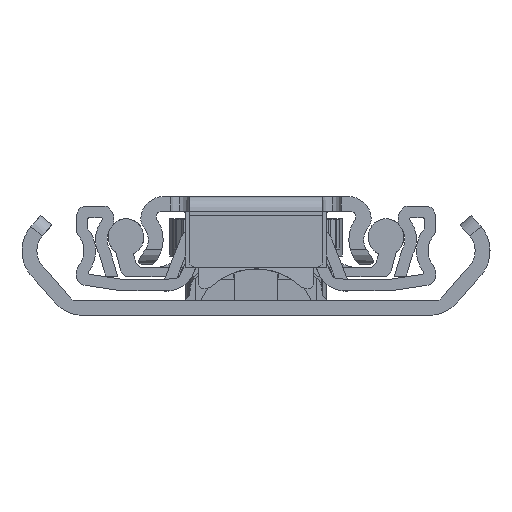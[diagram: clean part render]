
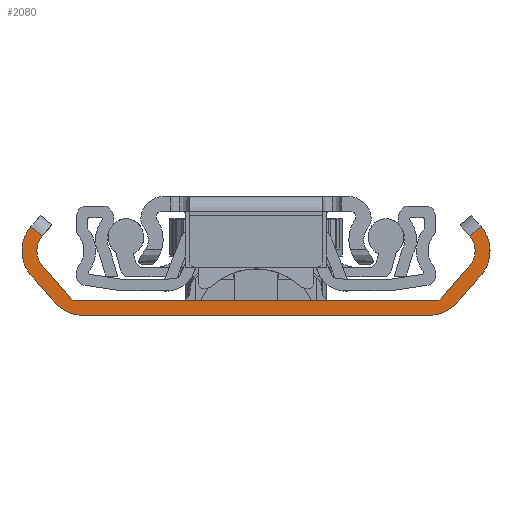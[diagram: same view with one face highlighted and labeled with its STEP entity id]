
A CAD part, left-side view. The second image highlights one B-rep face of the part: STEP entity #2080.
In plain terms, the highlighted planar face has unit normal (-1, 0, 0).
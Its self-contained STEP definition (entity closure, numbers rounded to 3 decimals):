
#5 = CARTESIAN_POINT ( 'NONE',  ( 0., -23.229, 5.2 ) ) ;
#127 = EDGE_CURVE ( 'NONE', #7224, #3363, #10489, .T. ) ;
#193 = ORIENTED_EDGE ( 'NONE', *, *, #20257, .F. ) ;
#354 = ORIENTED_EDGE ( 'NONE', *, *, #20112, .F. ) ;
#540 = DIRECTION ( 'NONE',  ( 0., 0.653, -0.757 ) ) ;
#637 = CIRCLE ( 'NONE', #12316, 5.175 ) ;
#861 = LINE ( 'NONE', #7209, #11391 ) ;
#964 = VERTEX_POINT ( 'NONE', #5946 ) ;
#1056 = DIRECTION ( 'NONE',  ( 0., 0., -1. ) ) ;
#1224 = ORIENTED_EDGE ( 'NONE', *, *, #9717, .F. ) ;
#1365 = VERTEX_POINT ( 'NONE', #15710 ) ;
#1963 = EDGE_CURVE ( 'NONE', #19844, #18773, #15685, .T. ) ;
#2037 = AXIS2_PLACEMENT_3D ( 'NONE', #4168, #10630, #4274 ) ;
#2080 = ADVANCED_FACE ( 'NONE', ( #5326 ), #6793, .F. ) ;
#2849 = CIRCLE ( 'NONE', #17153, 5.175 ) ;
#2917 = VECTOR ( 'NONE', #12272, 1000. ) ;
#2918 = CARTESIAN_POINT ( 'NONE',  ( 0., -27.166, 1.803 ) ) ;
#3363 = VERTEX_POINT ( 'NONE', #14837 ) ;
#3414 = CARTESIAN_POINT ( 'NONE',  ( 0., 28.786, 10.706 ) ) ;
#3467 = ORIENTED_EDGE ( 'NONE', *, *, #20592, .F. ) ;
#3612 = ORIENTED_EDGE ( 'NONE', *, *, #18375, .F. ) ;
#3680 = DIRECTION ( 'NONE',  ( 0., 0., -1. ) ) ;
#3852 = CARTESIAN_POINT ( 'NONE',  ( 0., -24.236, 3. ) ) ;
#3982 = DIRECTION ( 'NONE',  ( -1., 0., 0. ) ) ;
#4049 = VECTOR ( 'NONE', #4242, 1000. ) ;
#4134 = EDGE_CURVE ( 'NONE', #7224, #5038, #11041, .T. ) ;
#4168 = CARTESIAN_POINT ( 'NONE',  ( 0., 23.229, 5.2 ) ) ;
#4242 = DIRECTION ( 'NONE',  ( 0., 1., 0. ) ) ;
#4274 = DIRECTION ( 'NONE',  ( 0., 0., -1. ) ) ;
#4643 = VECTOR ( 'NONE', #16093, 1000. ) ;
#5038 = VERTEX_POINT ( 'NONE', #5963 ) ;
#5144 = VECTOR ( 'NONE', #19192, 1000. ) ;
#5326 = FACE_OUTER_BOUND ( 'NONE', #5704, .T. ) ;
#5352 = CIRCLE ( 'NONE', #17026, 1. ) ;
#5364 = EDGE_CURVE ( 'NONE', #10048, #7405, #10355, .T. ) ;
#5403 = CARTESIAN_POINT ( 'NONE',  ( 0., -28.405, 6.301 ) ) ;
#5515 = VERTEX_POINT ( 'NONE', #2918 ) ;
#5704 = EDGE_LOOP ( 'NONE', ( #3612, #19168, #1224, #10159, #16251, #19785, #354, #8736, #17584, #10322, #6547, #11871, #19151, #3467, #193, #12573 ) ) ;
#5946 = CARTESIAN_POINT ( 'NONE',  ( 0., 24.994, 2.347 ) ) ;
#5963 = CARTESIAN_POINT ( 'NONE',  ( 0., 28.405, 6.301 ) ) ;
#6009 = LINE ( 'NONE', #20089, #4049 ) ;
#6252 = EDGE_CURVE ( 'NONE', #5038, #964, #861, .T. ) ;
#6513 = DIRECTION ( 'NONE',  ( 0., 0., -1. ) ) ;
#6547 = ORIENTED_EDGE ( 'NONE', *, *, #12290, .F. ) ;
#6793 = PLANE ( 'NONE',  #12321 ) ;
#6866 = DIRECTION ( 'NONE',  ( 0., -0.653, 0.757 ) ) ;
#7075 = CARTESIAN_POINT ( 'NONE',  ( 0., 26.325, 8.7 ) ) ;
#7209 = CARTESIAN_POINT ( 'NONE',  ( 0., 28.405, 6.301 ) ) ;
#7224 = VERTEX_POINT ( 'NONE', #3414 ) ;
#7405 = VERTEX_POINT ( 'NONE', #16440 ) ;
#7749 = VERTEX_POINT ( 'NONE', #15166 ) ;
#7923 = CARTESIAN_POINT ( 'NONE',  ( 0., -26.325, 8.7 ) ) ;
#8271 = CARTESIAN_POINT ( 'NONE',  ( 0., -26.325, 8.7 ) ) ;
#8456 = DIRECTION ( 'NONE',  ( 1., 0., 0. ) ) ;
#8482 = DIRECTION ( 'NONE',  ( 1., 0., 0. ) ) ;
#8736 = ORIENTED_EDGE ( 'NONE', *, *, #6252, .F. ) ;
#8768 = CARTESIAN_POINT ( 'NONE',  ( 0., 29.836, 4.898 ) ) ;
#8835 = AXIS2_PLACEMENT_3D ( 'NONE', #3852, #10204, #16571 ) ;
#8866 = VECTOR ( 'NONE', #11816, 1000. ) ;
#8946 = VERTEX_POINT ( 'NONE', #17779 ) ;
#9234 = CARTESIAN_POINT ( 'NONE',  ( 0., -24.994, 2.347 ) ) ;
#9717 = EDGE_CURVE ( 'NONE', #14420, #7749, #10483, .T. ) ;
#10007 = CARTESIAN_POINT ( 'NONE',  ( 0., -28.405, 6.301 ) ) ;
#10048 = VERTEX_POINT ( 'NONE', #14152 ) ;
#10140 = CARTESIAN_POINT ( 'NONE',  ( 0., -29.836, 4.898 ) ) ;
#10159 = ORIENTED_EDGE ( 'NONE', *, *, #14431, .F. ) ;
#10204 = DIRECTION ( 'NONE',  ( -1., 0., 0. ) ) ;
#10227 = VECTOR ( 'NONE', #6866, 1000. ) ;
#10322 = ORIENTED_EDGE ( 'NONE', *, *, #127, .T. ) ;
#10355 = CIRCLE ( 'NONE', #2037, 5.2 ) ;
#10366 = CARTESIAN_POINT ( 'NONE',  ( 0., 26.325, 8.7 ) ) ;
#10483 = CIRCLE ( 'NONE', #12832, 3.175 ) ;
#10489 = LINE ( 'NONE', #17169, #2917 ) ;
#10630 = DIRECTION ( 'NONE',  ( 1., 0., 0. ) ) ;
#10926 = EDGE_CURVE ( 'NONE', #12160, #7749, #12549, .T. ) ;
#11041 = CIRCLE ( 'NONE', #13021, 3.175 ) ;
#11085 = CARTESIAN_POINT ( 'NONE',  ( 0., 4.542, -17.26 ) ) ;
#11391 = VECTOR ( 'NONE', #15362, 1000. ) ;
#11555 = VECTOR ( 'NONE', #540, 1000. ) ;
#11787 = CARTESIAN_POINT ( 'NONE',  ( 0., 29.836, 4.898 ) ) ;
#11816 = DIRECTION ( 'NONE',  ( 0., 0.653, 0.757 ) ) ;
#11871 = ORIENTED_EDGE ( 'NONE', *, *, #13949, .F. ) ;
#11945 = VERTEX_POINT ( 'NONE', #9234 ) ;
#12045 = CIRCLE ( 'NONE', #18688, 5.2 ) ;
#12099 = LINE ( 'NONE', #10007, #10227 ) ;
#12123 = LINE ( 'NONE', #10140, #11555 ) ;
#12160 = VERTEX_POINT ( 'NONE', #17976 ) ;
#12227 = CARTESIAN_POINT ( 'NONE',  ( 0., 24.236, 3. ) ) ;
#12272 = DIRECTION ( 'NONE',  ( 0., 0.766, 0.643 ) ) ;
#12290 = EDGE_CURVE ( 'NONE', #14441, #3363, #2849, .T. ) ;
#12316 = AXIS2_PLACEMENT_3D ( 'NONE', #8271, #14653, #6513 ) ;
#12321 = AXIS2_PLACEMENT_3D ( 'NONE', #19418, #8456, #3680 ) ;
#12543 = DIRECTION ( 'NONE',  ( 0., 0., -1. ) ) ;
#12549 = LINE ( 'NONE', #11085, #5144 ) ;
#12573 = ORIENTED_EDGE ( 'NONE', *, *, #13906, .F. ) ;
#12832 = AXIS2_PLACEMENT_3D ( 'NONE', #7923, #18681, #15662 ) ;
#13021 = AXIS2_PLACEMENT_3D ( 'NONE', #7075, #20113, #13345 ) ;
#13059 = EDGE_CURVE ( 'NONE', #18773, #11945, #19174, .T. ) ;
#13345 = DIRECTION ( 'NONE',  ( 0., 0., -1. ) ) ;
#13906 = EDGE_CURVE ( 'NONE', #1365, #5515, #12123, .T. ) ;
#13949 = EDGE_CURVE ( 'NONE', #7405, #14441, #16507, .T. ) ;
#14152 = CARTESIAN_POINT ( 'NONE',  ( 0., 23.229, 0. ) ) ;
#14420 = VERTEX_POINT ( 'NONE', #5403 ) ;
#14430 = CARTESIAN_POINT ( 'NONE',  ( 0., -24.236, 2. ) ) ;
#14431 = EDGE_CURVE ( 'NONE', #11945, #14420, #12099, .T. ) ;
#14441 = VERTEX_POINT ( 'NONE', #11787 ) ;
#14653 = DIRECTION ( 'NONE',  ( 1., 0., 0. ) ) ;
#14837 = CARTESIAN_POINT ( 'NONE',  ( 0., 30.318, 11.991 ) ) ;
#15166 = CARTESIAN_POINT ( 'NONE',  ( 0., -28.786, 10.706 ) ) ;
#15362 = DIRECTION ( 'NONE',  ( 0., -0.653, -0.757 ) ) ;
#15662 = DIRECTION ( 'NONE',  ( 0., 0., -1. ) ) ;
#15685 = LINE ( 'NONE', #14430, #4643 ) ;
#15710 = CARTESIAN_POINT ( 'NONE',  ( 0., -29.836, 4.898 ) ) ;
#16091 = CARTESIAN_POINT ( 'NONE',  ( 0., -24.236, 2. ) ) ;
#16093 = DIRECTION ( 'NONE',  ( 0., -1., 0. ) ) ;
#16251 = ORIENTED_EDGE ( 'NONE', *, *, #13059, .F. ) ;
#16440 = CARTESIAN_POINT ( 'NONE',  ( 0., 27.166, 1.803 ) ) ;
#16507 = LINE ( 'NONE', #8768, #8866 ) ;
#16571 = DIRECTION ( 'NONE',  ( 0., 0., -1. ) ) ;
#16735 = DIRECTION ( 'NONE',  ( 0., 0., -1. ) ) ;
#17026 = AXIS2_PLACEMENT_3D ( 'NONE', #12227, #3982, #1056 ) ;
#17153 = AXIS2_PLACEMENT_3D ( 'NONE', #10366, #8482, #16735 ) ;
#17169 = CARTESIAN_POINT ( 'NONE',  ( 0., 26.354, 8.665 ) ) ;
#17584 = ORIENTED_EDGE ( 'NONE', *, *, #4134, .F. ) ;
#17779 = CARTESIAN_POINT ( 'NONE',  ( 0., -23.229, 0. ) ) ;
#17976 = CARTESIAN_POINT ( 'NONE',  ( 0., -30.318, 11.991 ) ) ;
#18375 = EDGE_CURVE ( 'NONE', #12160, #1365, #637, .T. ) ;
#18681 = DIRECTION ( 'NONE',  ( -1., 0., 0. ) ) ;
#18688 = AXIS2_PLACEMENT_3D ( 'NONE', #5, #18787, #12543 ) ;
#18773 = VERTEX_POINT ( 'NONE', #16091 ) ;
#18787 = DIRECTION ( 'NONE',  ( 1., 0., 0. ) ) ;
#19019 = CARTESIAN_POINT ( 'NONE',  ( 0., 24.236, 2. ) ) ;
#19151 = ORIENTED_EDGE ( 'NONE', *, *, #5364, .F. ) ;
#19168 = ORIENTED_EDGE ( 'NONE', *, *, #10926, .T. ) ;
#19174 = CIRCLE ( 'NONE', #8835, 1. ) ;
#19192 = DIRECTION ( 'NONE',  ( 0., 0.766, -0.643 ) ) ;
#19418 = CARTESIAN_POINT ( 'NONE',  ( 0., 26.325, 8.7 ) ) ;
#19785 = ORIENTED_EDGE ( 'NONE', *, *, #1963, .F. ) ;
#19844 = VERTEX_POINT ( 'NONE', #19019 ) ;
#20089 = CARTESIAN_POINT ( 'NONE',  ( 0., 23.229, 0. ) ) ;
#20112 = EDGE_CURVE ( 'NONE', #964, #19844, #5352, .T. ) ;
#20113 = DIRECTION ( 'NONE',  ( -1., 0., 0. ) ) ;
#20257 = EDGE_CURVE ( 'NONE', #5515, #8946, #12045, .T. ) ;
#20592 = EDGE_CURVE ( 'NONE', #8946, #10048, #6009, .T. ) ;
